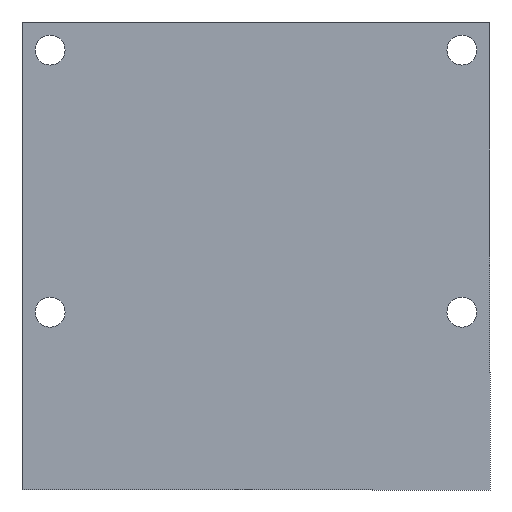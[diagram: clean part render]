
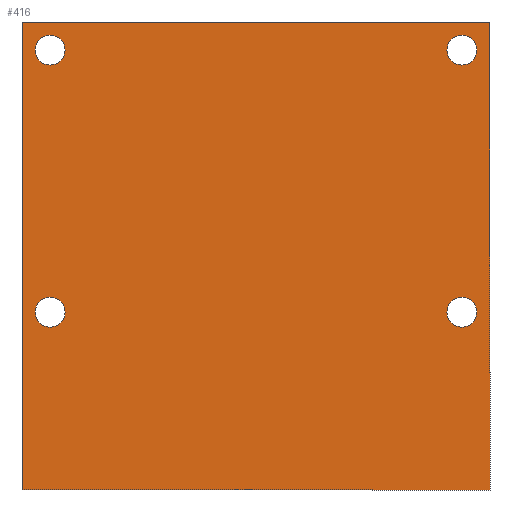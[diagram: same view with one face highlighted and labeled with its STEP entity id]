
A CAD part, front view. The second image highlights one B-rep face of the part: STEP entity #416.
In plain terms, the highlighted planar face has unit normal (0, -1, 0).
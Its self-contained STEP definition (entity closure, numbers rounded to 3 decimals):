
#4 = AXIS2_PLACEMENT_3D ( 'NONE', #712, #415, #347 ) ;
#10 = DIRECTION ( 'NONE',  ( 0., 0., 1. ) ) ;
#39 = ORIENTED_EDGE ( 'NONE', *, *, #534, .F. ) ;
#40 = EDGE_LOOP ( 'NONE', ( #295, #387 ) ) ;
#55 = CARTESIAN_POINT ( 'NONE',  ( -11., 0., -3. ) ) ;
#56 = DIRECTION ( 'NONE',  ( -1., 0., 0. ) ) ;
#57 = CARTESIAN_POINT ( 'NONE',  ( 12.5, 0., -12.5 ) ) ;
#60 = FACE_BOUND ( 'NONE', #247, .T. ) ;
#82 = DIRECTION ( 'NONE',  ( 0., 0., 1. ) ) ;
#85 = CIRCLE ( 'NONE', #762, 0.8 ) ;
#116 = EDGE_CURVE ( 'NONE', #330, #423, #564, .T. ) ;
#120 = CARTESIAN_POINT ( 'NONE',  ( 11., 0., 11.8 ) ) ;
#146 = LINE ( 'NONE', #830, #773 ) ;
#156 = AXIS2_PLACEMENT_3D ( 'NONE', #798, #788, #283 ) ;
#164 = VERTEX_POINT ( 'NONE', #565 ) ;
#166 = EDGE_CURVE ( 'NONE', #176, #379, #883, .T. ) ;
#176 = VERTEX_POINT ( 'NONE', #864 ) ;
#189 = ORIENTED_EDGE ( 'NONE', *, *, #166, .T. ) ;
#197 = CARTESIAN_POINT ( 'NONE',  ( -11., 0., 11.8 ) ) ;
#212 = DIRECTION ( 'NONE',  ( 0., 0., 1. ) ) ;
#214 = EDGE_CURVE ( 'NONE', #249, #824, #831, .T. ) ;
#215 = ORIENTED_EDGE ( 'NONE', *, *, #214, .F. ) ;
#216 = DIRECTION ( 'NONE',  ( 0., 0., 1. ) ) ;
#222 = FACE_BOUND ( 'NONE', #40, .T. ) ;
#225 = EDGE_CURVE ( 'NONE', #824, #495, #351, .T. ) ;
#228 = AXIS2_PLACEMENT_3D ( 'NONE', #429, #801, #646 ) ;
#247 = EDGE_LOOP ( 'NONE', ( #189, #654 ) ) ;
#249 = VERTEX_POINT ( 'NONE', #588 ) ;
#250 = DIRECTION ( 'NONE',  ( 0., 0., -1. ) ) ;
#251 = AXIS2_PLACEMENT_3D ( 'NONE', #527, #906, #524 ) ;
#253 = CIRCLE ( 'NONE', #228, 0.8 ) ;
#258 = VECTOR ( 'NONE', #56, 1000. ) ;
#268 = CIRCLE ( 'NONE', #301, 0.8 ) ;
#283 = DIRECTION ( 'NONE',  ( 0., 0., 1. ) ) ;
#284 = LINE ( 'NONE', #57, #258 ) ;
#290 = CARTESIAN_POINT ( 'NONE',  ( 11., 0., 10.2 ) ) ;
#292 = CARTESIAN_POINT ( 'NONE',  ( -12.5, 0., 12.5 ) ) ;
#294 = CARTESIAN_POINT ( 'NONE',  ( -12.5, 0., 12.5 ) ) ;
#295 = ORIENTED_EDGE ( 'NONE', *, *, #817, .T. ) ;
#296 = EDGE_CURVE ( 'NONE', #164, #249, #284, .T. ) ;
#297 = ORIENTED_EDGE ( 'NONE', *, *, #393, .T. ) ;
#301 = AXIS2_PLACEMENT_3D ( 'NONE', #475, #392, #10 ) ;
#318 = ORIENTED_EDGE ( 'NONE', *, *, #225, .F. ) ;
#330 = VERTEX_POINT ( 'NONE', #661 ) ;
#347 = DIRECTION ( 'NONE',  ( 0., 0., 1. ) ) ;
#351 = LINE ( 'NONE', #294, #786 ) ;
#354 = DIRECTION ( 'NONE',  ( 0., 0., 1. ) ) ;
#366 = FACE_BOUND ( 'NONE', #765, .T. ) ;
#377 = CARTESIAN_POINT ( 'NONE',  ( -11., 0., 11. ) ) ;
#379 = VERTEX_POINT ( 'NONE', #606 ) ;
#387 = ORIENTED_EDGE ( 'NONE', *, *, #462, .T. ) ;
#390 = CARTESIAN_POINT ( 'NONE',  ( 0., 0., 0. ) ) ;
#392 = DIRECTION ( 'NONE',  ( 0., 1., 0. ) ) ;
#393 = EDGE_CURVE ( 'NONE', #628, #677, #821, .T. ) ;
#412 = VERTEX_POINT ( 'NONE', #533 ) ;
#415 = DIRECTION ( 'NONE',  ( 0., 1., 0. ) ) ;
#416 = ADVANCED_FACE ( 'NONE', ( #60, #222, #366, #930, #730 ), #672, .F. ) ;
#423 = VERTEX_POINT ( 'NONE', #601 ) ;
#426 = DIRECTION ( 'NONE',  ( 0., 1., 0. ) ) ;
#429 = CARTESIAN_POINT ( 'NONE',  ( 11., 0., -3. ) ) ;
#462 = EDGE_CURVE ( 'NONE', #412, #688, #268, .T. ) ;
#470 = ORIENTED_EDGE ( 'NONE', *, *, #116, .T. ) ;
#475 = CARTESIAN_POINT ( 'NONE',  ( -11., 0., 11. ) ) ;
#495 = VERTEX_POINT ( 'NONE', #701 ) ;
#500 = DIRECTION ( 'NONE',  ( 0., 1., 0. ) ) ;
#524 = DIRECTION ( 'NONE',  ( 0., 0., 1. ) ) ;
#527 = CARTESIAN_POINT ( 'NONE',  ( 11., 0., 11. ) ) ;
#533 = CARTESIAN_POINT ( 'NONE',  ( -11., 0., 10.2 ) ) ;
#534 = EDGE_CURVE ( 'NONE', #495, #164, #146, .T. ) ;
#547 = EDGE_LOOP ( 'NONE', ( #215, #811, #39, #318 ) ) ;
#564 = CIRCLE ( 'NONE', #156, 0.8 ) ;
#565 = CARTESIAN_POINT ( 'NONE',  ( 12.5, 0., -12.5 ) ) ;
#575 = EDGE_CURVE ( 'NONE', #677, #628, #647, .T. ) ;
#588 = CARTESIAN_POINT ( 'NONE',  ( -12.5, 0., -12.5 ) ) ;
#589 = EDGE_CURVE ( 'NONE', #423, #330, #253, .T. ) ;
#595 = DIRECTION ( 'NONE',  ( 0., 0., 1. ) ) ;
#600 = CIRCLE ( 'NONE', #967, 0.8 ) ;
#601 = CARTESIAN_POINT ( 'NONE',  ( 11., 0., -3.8 ) ) ;
#606 = CARTESIAN_POINT ( 'NONE',  ( -11., 0., -3.8 ) ) ;
#611 = EDGE_CURVE ( 'NONE', #379, #176, #85, .T. ) ;
#628 = VERTEX_POINT ( 'NONE', #120 ) ;
#646 = DIRECTION ( 'NONE',  ( 0., 0., 1. ) ) ;
#647 = CIRCLE ( 'NONE', #4, 0.8 ) ;
#654 = ORIENTED_EDGE ( 'NONE', *, *, #611, .T. ) ;
#661 = CARTESIAN_POINT ( 'NONE',  ( 11., 0., -2.2 ) ) ;
#670 = CARTESIAN_POINT ( 'NONE',  ( -12.5, 0., -12.5 ) ) ;
#672 = PLANE ( 'NONE',  #836 ) ;
#674 = VECTOR ( 'NONE', #212, 1000. ) ;
#677 = VERTEX_POINT ( 'NONE', #290 ) ;
#688 = VERTEX_POINT ( 'NONE', #197 ) ;
#701 = CARTESIAN_POINT ( 'NONE',  ( 12.5, 0., 12.5 ) ) ;
#712 = CARTESIAN_POINT ( 'NONE',  ( 11., 0., 11. ) ) ;
#721 = AXIS2_PLACEMENT_3D ( 'NONE', #941, #500, #354 ) ;
#730 = FACE_OUTER_BOUND ( 'NONE', #547, .T. ) ;
#746 = EDGE_LOOP ( 'NONE', ( #470, #902 ) ) ;
#762 = AXIS2_PLACEMENT_3D ( 'NONE', #55, #426, #216 ) ;
#765 = EDGE_LOOP ( 'NONE', ( #297, #834 ) ) ;
#773 = VECTOR ( 'NONE', #250, 1000. ) ;
#786 = VECTOR ( 'NONE', #960, 1000. ) ;
#788 = DIRECTION ( 'NONE',  ( 0., 1., 0. ) ) ;
#798 = CARTESIAN_POINT ( 'NONE',  ( 11., 0., -3. ) ) ;
#801 = DIRECTION ( 'NONE',  ( 0., 1., 0. ) ) ;
#811 = ORIENTED_EDGE ( 'NONE', *, *, #296, .F. ) ;
#817 = EDGE_CURVE ( 'NONE', #688, #412, #600, .T. ) ;
#821 = CIRCLE ( 'NONE', #251, 0.8 ) ;
#824 = VERTEX_POINT ( 'NONE', #292 ) ;
#830 = CARTESIAN_POINT ( 'NONE',  ( 12.5, 0., 12.5 ) ) ;
#831 = LINE ( 'NONE', #670, #674 ) ;
#834 = ORIENTED_EDGE ( 'NONE', *, *, #575, .T. ) ;
#836 = AXIS2_PLACEMENT_3D ( 'NONE', #390, #899, #82 ) ;
#864 = CARTESIAN_POINT ( 'NONE',  ( -11., 0., -2.2 ) ) ;
#883 = CIRCLE ( 'NONE', #721, 0.8 ) ;
#899 = DIRECTION ( 'NONE',  ( 0., 1., 0. ) ) ;
#902 = ORIENTED_EDGE ( 'NONE', *, *, #589, .T. ) ;
#906 = DIRECTION ( 'NONE',  ( 0., 1., 0. ) ) ;
#930 = FACE_BOUND ( 'NONE', #746, .T. ) ;
#941 = CARTESIAN_POINT ( 'NONE',  ( -11., 0., -3. ) ) ;
#960 = DIRECTION ( 'NONE',  ( 1., 0., 0. ) ) ;
#964 = DIRECTION ( 'NONE',  ( 0., 1., 0. ) ) ;
#967 = AXIS2_PLACEMENT_3D ( 'NONE', #377, #964, #595 ) ;
